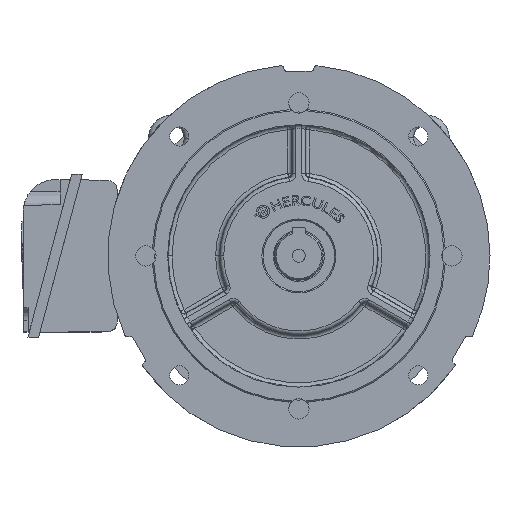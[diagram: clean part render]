
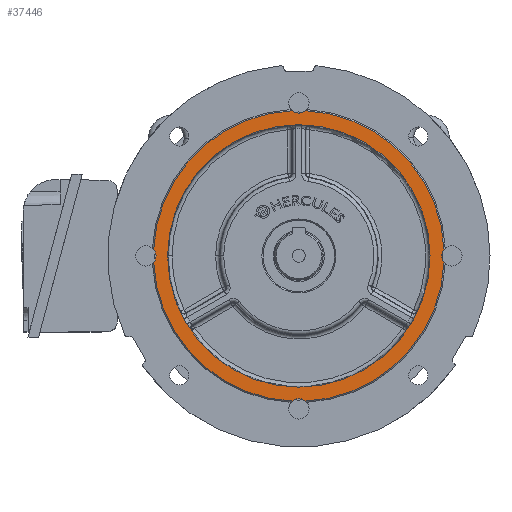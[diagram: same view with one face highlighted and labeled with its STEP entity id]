
A CAD part, top view. The second image highlights one B-rep face of the part: STEP entity #37446.
In plain terms, the highlighted planar face has unit normal (0, 0, 1).
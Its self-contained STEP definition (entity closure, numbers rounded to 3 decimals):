
#1460 = AXIS2_PLACEMENT_3D ( 'NONE', #62615, #20880, #22653 ) ;
#2559 = VERTEX_POINT ( 'NONE', #9561 ) ;
#3552 = CARTESIAN_POINT ( 'NONE',  ( 5.156, 113.883, 66.5 ) ) ;
#4108 = DIRECTION ( 'NONE',  ( 0., 0., 1. ) ) ;
#6012 = CARTESIAN_POINT ( 'NONE',  ( -5.156, -113.883, 66.5 ) ) ;
#6136 = CARTESIAN_POINT ( 'NONE',  ( -5.156, 113.883, 66.5 ) ) ;
#8028 = CARTESIAN_POINT ( 'NONE',  ( -113.883, 5.156, 66.5 ) ) ;
#9050 = EDGE_CURVE ( 'NONE', #2559, #15213, #45343, .T. ) ;
#9497 = AXIS2_PLACEMENT_3D ( 'NONE', #72815, #13957, #40449 ) ;
#9561 = CARTESIAN_POINT ( 'NONE',  ( -112., 0., 66.5 ) ) ;
#10739 = ORIENTED_EDGE ( 'NONE', *, *, #24323, .T. ) ;
#11628 = VERTEX_POINT ( 'NONE', #44699 ) ;
#12149 = CIRCLE ( 'NONE', #49475, 8. ) ;
#13156 = FACE_BOUND ( 'NONE', #77137, .T. ) ;
#13777 = CARTESIAN_POINT ( 'NONE',  ( -113.883, -5.156, 66.5 ) ) ;
#13957 = DIRECTION ( 'NONE',  ( 0., 0., 1. ) ) ;
#14014 = CARTESIAN_POINT ( 'NONE',  ( 0., 0., 66.5 ) ) ;
#15213 = VERTEX_POINT ( 'NONE', #8028 ) ;
#15529 = DIRECTION ( 'NONE',  ( 1., 0., 0. ) ) ;
#16219 = EDGE_CURVE ( 'NONE', #71053, #17799, #62432, .T. ) ;
#17799 = VERTEX_POINT ( 'NONE', #3552 ) ;
#19289 = ORIENTED_EDGE ( 'NONE', *, *, #75908, .F. ) ;
#19897 = CARTESIAN_POINT ( 'NONE',  ( 0., 95., 66.5 ) ) ;
#20848 = CARTESIAN_POINT ( 'NONE',  ( 120., 0., 66.5 ) ) ;
#20880 = DIRECTION ( 'NONE',  ( 0., 0., -1. ) ) ;
#22653 = DIRECTION ( 'NONE',  ( 1., 0., 0. ) ) ;
#24323 = EDGE_CURVE ( 'NONE', #45976, #60736, #43012, .T. ) ;
#26533 = DIRECTION ( 'NONE',  ( 0., 0., 1. ) ) ;
#29020 = CARTESIAN_POINT ( 'NONE',  ( 120., 0., 66.5 ) ) ;
#30356 = CARTESIAN_POINT ( 'NONE',  ( 0., 0., 66.5 ) ) ;
#31424 = ORIENTED_EDGE ( 'NONE', *, *, #87173, .F. ) ;
#31662 = EDGE_CURVE ( 'NONE', #11628, #17799, #74515, .T. ) ;
#33044 = VERTEX_POINT ( 'NONE', #76714 ) ;
#34112 = DIRECTION ( 'NONE',  ( 1., 0., 0. ) ) ;
#34193 = EDGE_CURVE ( 'NONE', #45132, #78660, #41550, .T. ) ;
#35039 = CARTESIAN_POINT ( 'NONE',  ( -120., 0., 66.5 ) ) ;
#36114 = ORIENTED_EDGE ( 'NONE', *, *, #34193, .T. ) ;
#36473 = CARTESIAN_POINT ( 'NONE',  ( 113.883, -5.156, 66.5 ) ) ;
#37000 = DIRECTION ( 'NONE',  ( 0., -1., 0. ) ) ;
#37446 = ADVANCED_FACE ( 'NONE', ( #88144, #13156 ), #81410, .T. ) ;
#38214 = CARTESIAN_POINT ( 'NONE',  ( 0., 0., 66.5 ) ) ;
#39047 = DIRECTION ( 'NONE',  ( 1., 0., 0. ) ) ;
#40449 = DIRECTION ( 'NONE',  ( 0., 1., 0. ) ) ;
#41550 = CIRCLE ( 'NONE', #1460, 102.93 ) ;
#42401 = DIRECTION ( 'NONE',  ( 0., 0., 1. ) ) ;
#42463 = ORIENTED_EDGE ( 'NONE', *, *, #46571, .T. ) ;
#43012 = CIRCLE ( 'NONE', #54489, 114. ) ;
#43367 = DIRECTION ( 'NONE',  ( 0., 0., 1. ) ) ;
#44699 = CARTESIAN_POINT ( 'NONE',  ( 113.883, 5.156, 66.5 ) ) ;
#45132 = VERTEX_POINT ( 'NONE', #56389 ) ;
#45249 = AXIS2_PLACEMENT_3D ( 'NONE', #64806, #42401, #57655 ) ;
#45343 = CIRCLE ( 'NONE', #9497, 8. ) ;
#45958 = AXIS2_PLACEMENT_3D ( 'NONE', #72288, #87065, #39047 ) ;
#45976 = VERTEX_POINT ( 'NONE', #13777 ) ;
#46378 = CARTESIAN_POINT ( 'NONE',  ( 5.156, -113.883, 66.5 ) ) ;
#46571 = EDGE_CURVE ( 'NONE', #48158, #66016, #70440, .T. ) ;
#46801 = ORIENTED_EDGE ( 'NONE', *, *, #64361, .F. ) ;
#47317 = DIRECTION ( 'NONE',  ( 0., 0., 1. ) ) ;
#48158 = VERTEX_POINT ( 'NONE', #46378 ) ;
#49475 = AXIS2_PLACEMENT_3D ( 'NONE', #35039, #26533, #82164 ) ;
#50701 = AXIS2_PLACEMENT_3D ( 'NONE', #20848, #57642, #37000 ) ;
#51008 = AXIS2_PLACEMENT_3D ( 'NONE', #87979, #68213, #34112 ) ;
#51706 = ORIENTED_EDGE ( 'NONE', *, *, #84954, .T. ) ;
#51952 = AXIS2_PLACEMENT_3D ( 'NONE', #19897, #47317, #74678 ) ;
#52110 = CIRCLE ( 'NONE', #50701, 8. ) ;
#54489 = AXIS2_PLACEMENT_3D ( 'NONE', #38214, #4108, #70997 ) ;
#54866 = ORIENTED_EDGE ( 'NONE', *, *, #9050, .F. ) ;
#56389 = CARTESIAN_POINT ( 'NONE',  ( -102.93, 0., 66.5 ) ) ;
#57293 = DIRECTION ( 'NONE',  ( 0., -1., 0. ) ) ;
#57642 = DIRECTION ( 'NONE',  ( 0., 0., 1. ) ) ;
#57655 = DIRECTION ( 'NONE',  ( -1., 0., 0. ) ) ;
#58193 = CIRCLE ( 'NONE', #45249, 8. ) ;
#58399 = DIRECTION ( 'NONE',  ( 1., 0., 0. ) ) ;
#60736 = VERTEX_POINT ( 'NONE', #6012 ) ;
#62432 = CIRCLE ( 'NONE', #51008, 8. ) ;
#62615 = CARTESIAN_POINT ( 'NONE',  ( 0., 0., 66.5 ) ) ;
#64186 = ORIENTED_EDGE ( 'NONE', *, *, #31662, .T. ) ;
#64361 = EDGE_CURVE ( 'NONE', #11628, #33044, #72878, .T. ) ;
#64435 = DIRECTION ( 'NONE',  ( 0., 0., 1. ) ) ;
#64806 = CARTESIAN_POINT ( 'NONE',  ( 0., -120., 66.5 ) ) ;
#66016 = VERTEX_POINT ( 'NONE', #36473 ) ;
#66960 = ORIENTED_EDGE ( 'NONE', *, *, #78064, .T. ) ;
#68213 = DIRECTION ( 'NONE',  ( 0., 0., 1. ) ) ;
#68342 = DIRECTION ( 'NONE',  ( 0., 0., 1. ) ) ;
#69999 = AXIS2_PLACEMENT_3D ( 'NONE', #29020, #43367, #57293 ) ;
#70440 = CIRCLE ( 'NONE', #76155, 114. ) ;
#70924 = EDGE_LOOP ( 'NONE', ( #31424, #42463, #80396, #46801, #64186, #81755, #51706, #54866, #19289, #10739 ) ) ;
#70997 = DIRECTION ( 'NONE',  ( 1., 0., 0. ) ) ;
#71053 = VERTEX_POINT ( 'NONE', #6136 ) ;
#71635 = AXIS2_PLACEMENT_3D ( 'NONE', #14014, #68342, #74201 ) ;
#72288 = CARTESIAN_POINT ( 'NONE',  ( 0., 0., 66.5 ) ) ;
#72815 = CARTESIAN_POINT ( 'NONE',  ( -120., 0., 66.5 ) ) ;
#72878 = CIRCLE ( 'NONE', #69999, 8. ) ;
#74201 = DIRECTION ( 'NONE',  ( 1., 0., 0. ) ) ;
#74515 = CIRCLE ( 'NONE', #71635, 114. ) ;
#74678 = DIRECTION ( 'NONE',  ( 1., 0., 0. ) ) ;
#75908 = EDGE_CURVE ( 'NONE', #45976, #2559, #12149, .T. ) ;
#76155 = AXIS2_PLACEMENT_3D ( 'NONE', #30356, #64435, #15529 ) ;
#76714 = CARTESIAN_POINT ( 'NONE',  ( 112., 0., 66.5 ) ) ;
#77137 = EDGE_LOOP ( 'NONE', ( #66960, #36114 ) ) ;
#78055 = CIRCLE ( 'NONE', #80867, 114. ) ;
#78064 = EDGE_CURVE ( 'NONE', #78660, #45132, #84653, .T. ) ;
#78660 = VERTEX_POINT ( 'NONE', #78755 ) ;
#78755 = CARTESIAN_POINT ( 'NONE',  ( 102.93, 0., 66.5 ) ) ;
#80396 = ORIENTED_EDGE ( 'NONE', *, *, #81816, .F. ) ;
#80867 = AXIS2_PLACEMENT_3D ( 'NONE', #83993, #85329, #58399 ) ;
#81410 = PLANE ( 'NONE',  #51952 ) ;
#81755 = ORIENTED_EDGE ( 'NONE', *, *, #16219, .F. ) ;
#81816 = EDGE_CURVE ( 'NONE', #33044, #66016, #52110, .T. ) ;
#82164 = DIRECTION ( 'NONE',  ( 0., 1., 0. ) ) ;
#83993 = CARTESIAN_POINT ( 'NONE',  ( 0., 0., 66.5 ) ) ;
#84653 = CIRCLE ( 'NONE', #45958, 102.93 ) ;
#84954 = EDGE_CURVE ( 'NONE', #71053, #15213, #78055, .T. ) ;
#85329 = DIRECTION ( 'NONE',  ( 0., 0., 1. ) ) ;
#87065 = DIRECTION ( 'NONE',  ( 0., 0., -1. ) ) ;
#87173 = EDGE_CURVE ( 'NONE', #48158, #60736, #58193, .T. ) ;
#87979 = CARTESIAN_POINT ( 'NONE',  ( 0., 120., 66.5 ) ) ;
#88144 = FACE_OUTER_BOUND ( 'NONE', #70924, .T. ) ;
